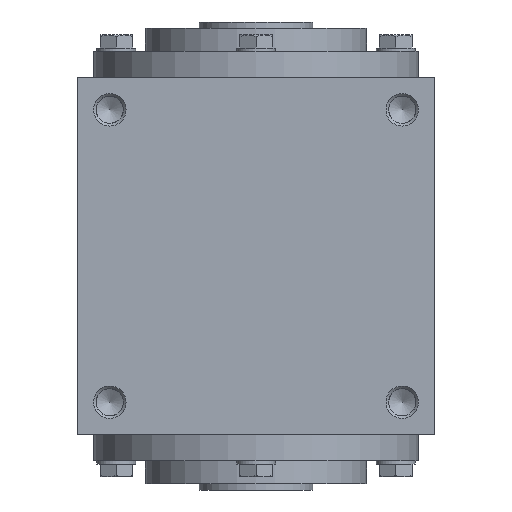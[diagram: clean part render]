
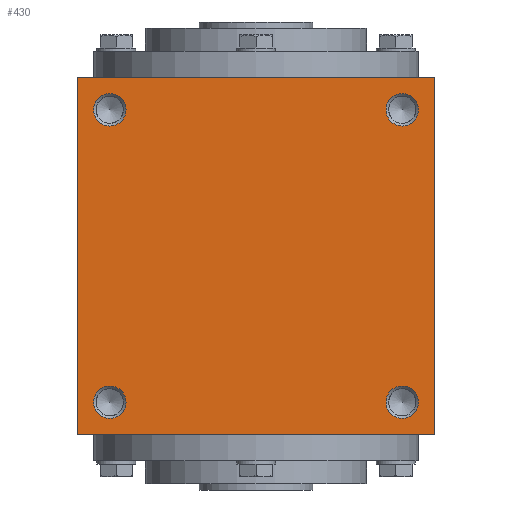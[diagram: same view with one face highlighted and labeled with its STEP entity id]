
A CAD part, left-side view. The second image highlights one B-rep face of the part: STEP entity #430.
In plain terms, the highlighted face is planar.
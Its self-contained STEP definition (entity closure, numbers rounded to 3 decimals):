
#430 = ADVANCED_FACE( '', ( #945, #946, #947, #948, #949 ), #950, .F. );
#945 = FACE_BOUND( '', #1712, .T. );
#946 = FACE_BOUND( '', #1713, .T. );
#947 = FACE_BOUND( '', #1714, .T. );
#948 = FACE_BOUND( '', #1715, .T. );
#949 = FACE_OUTER_BOUND( '', #1716, .T. );
#950 = PLANE( '', #1717 );
#1712 = EDGE_LOOP( '', ( #2591 ) );
#1713 = EDGE_LOOP( '', ( #2592 ) );
#1714 = EDGE_LOOP( '', ( #2593 ) );
#1715 = EDGE_LOOP( '', ( #2594 ) );
#1716 = EDGE_LOOP( '', ( #2595, #2596, #2597, #2598 ) );
#1717 = AXIS2_PLACEMENT_3D( '', #2599, #2600, #2601 );
#2591 = ORIENTED_EDGE( '', *, *, #4135, .F. );
#2592 = ORIENTED_EDGE( '', *, *, #4136, .T. );
#2593 = ORIENTED_EDGE( '', *, *, #4137, .F. );
#2594 = ORIENTED_EDGE( '', *, *, #4015, .T. );
#2595 = ORIENTED_EDGE( '', *, *, #4138, .F. );
#2596 = ORIENTED_EDGE( '', *, *, #4139, .F. );
#2597 = ORIENTED_EDGE( '', *, *, #4140, .F. );
#2598 = ORIENTED_EDGE( '', *, *, #4141, .F. );
#2599 = CARTESIAN_POINT( '', ( 0., 0., -55. ) );
#2600 = DIRECTION( '', ( 0., 0., 1. ) );
#2601 = DIRECTION( '', ( 1., 0., 0. ) );
#4015 = EDGE_CURVE( '', #4646, #4646, #4647, .T. );
#4135 = EDGE_CURVE( '', #4863, #4863, #4864, .T. );
#4136 = EDGE_CURVE( '', #4865, #4865, #4866, .T. );
#4137 = EDGE_CURVE( '', #4867, #4867, #4868, .T. );
#4138 = EDGE_CURVE( '', #4869, #4870, #4871, .T. );
#4139 = EDGE_CURVE( '', #4872, #4869, #4873, .T. );
#4140 = EDGE_CURVE( '', #4874, #4872, #4875, .T. );
#4141 = EDGE_CURVE( '', #4870, #4874, #4876, .T. );
#4646 = VERTEX_POINT( '', #5536 );
#4647 = CIRCLE( '', #5537, 5. );
#4863 = VERTEX_POINT( '', #5853 );
#4864 = CIRCLE( '', #5854, 5. );
#4865 = VERTEX_POINT( '', #5855 );
#4866 = CIRCLE( '', #5856, 5. );
#4867 = VERTEX_POINT( '', #5857 );
#4868 = CIRCLE( '', #5858, 5. );
#4869 = VERTEX_POINT( '', #5859 );
#4870 = VERTEX_POINT( '', #5860 );
#4871 = LINE( '', #5861, #5862 );
#4872 = VERTEX_POINT( '', #5863 );
#4873 = LINE( '', #5864, #5865 );
#4874 = VERTEX_POINT( '', #5866 );
#4875 = LINE( '', #5867, #5868 );
#4876 = LINE( '', #5869, #5870 );
#5536 = CARTESIAN_POINT( '', ( 50., -45., -55. ) );
#5537 = AXIS2_PLACEMENT_3D( '', #6684, #6685, #6686 );
#5853 = CARTESIAN_POINT( '', ( -50., 45., -55. ) );
#5854 = AXIS2_PLACEMENT_3D( '', #6899, #6900, #6901 );
#5855 = CARTESIAN_POINT( '', ( 50., 45., -55. ) );
#5856 = AXIS2_PLACEMENT_3D( '', #6902, #6903, #6904 );
#5857 = CARTESIAN_POINT( '', ( -50., -45., -55. ) );
#5858 = AXIS2_PLACEMENT_3D( '', #6905, #6906, #6907 );
#5859 = CARTESIAN_POINT( '', ( -55., 55., -55. ) );
#5860 = CARTESIAN_POINT( '', ( -55., -55., -55. ) );
#5861 = CARTESIAN_POINT( '', ( -55., 55., -55. ) );
#5862 = VECTOR( '', #6908, 1000. );
#5863 = CARTESIAN_POINT( '', ( 55., 55., -55. ) );
#5864 = CARTESIAN_POINT( '', ( 55., 55., -55. ) );
#5865 = VECTOR( '', #6909, 1000. );
#5866 = CARTESIAN_POINT( '', ( 55., -55., -55. ) );
#5867 = CARTESIAN_POINT( '', ( 55., -55., -55. ) );
#5868 = VECTOR( '', #6910, 1000. );
#5869 = CARTESIAN_POINT( '', ( -55., -55., -55. ) );
#5870 = VECTOR( '', #6911, 1000. );
#6684 = CARTESIAN_POINT( '', ( 45., -45., -55. ) );
#6685 = DIRECTION( '', ( 0., 0., 1. ) );
#6686 = DIRECTION( '', ( 1., 0., 0. ) );
#6899 = CARTESIAN_POINT( '', ( -45., 45., -55. ) );
#6900 = DIRECTION( '', ( 0., 0., -1. ) );
#6901 = DIRECTION( '', ( -1., 0., 0. ) );
#6902 = CARTESIAN_POINT( '', ( 45., 45., -55. ) );
#6903 = DIRECTION( '', ( 0., 0., 1. ) );
#6904 = DIRECTION( '', ( 1., 0., 0. ) );
#6905 = CARTESIAN_POINT( '', ( -45., -45., -55. ) );
#6906 = DIRECTION( '', ( 0., 0., -1. ) );
#6907 = DIRECTION( '', ( -1., 0., 0. ) );
#6908 = DIRECTION( '', ( 0., -1., 0. ) );
#6909 = DIRECTION( '', ( -1., 0., 0. ) );
#6910 = DIRECTION( '', ( 0., 1., 0. ) );
#6911 = DIRECTION( '', ( 1., 0., 0. ) );
